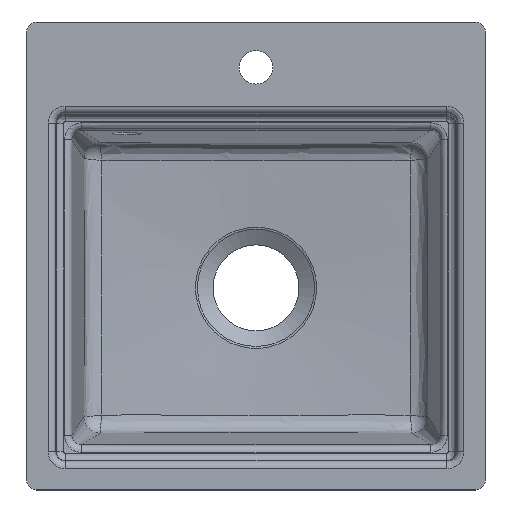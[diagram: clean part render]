
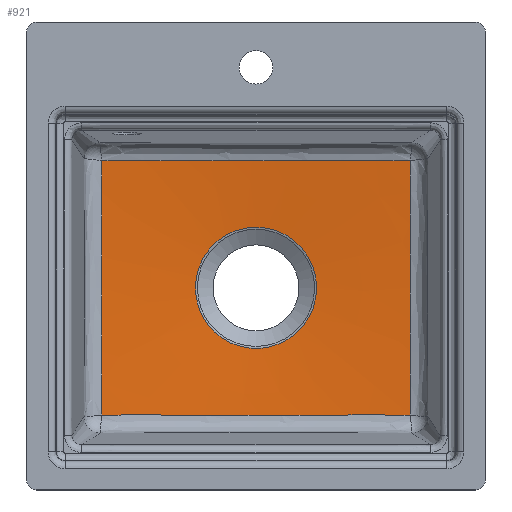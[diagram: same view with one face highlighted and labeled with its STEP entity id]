
A CAD part, top view. The second image highlights one B-rep face of the part: STEP entity #921.
In plain terms, the highlighted conical face has half-angle 86 degrees and reference radius 412.32 mm.
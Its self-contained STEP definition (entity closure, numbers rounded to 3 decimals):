
#59=CONICAL_SURFACE('',#4148,412.321,86.);
#762=B_SPLINE_CURVE_WITH_KNOTS('',3,(#14707,#14708,#14709,#14710,#14711,
#14712),.UNSPECIFIED.,.F.,.F.,(4,2,4),(0.,0.5,1.),.UNSPECIFIED.);
#763=B_SPLINE_CURVE_WITH_KNOTS('',3,(#14715,#14716,#14717,#14718,#14719,
#14720),.UNSPECIFIED.,.F.,.F.,(4,2,4),(0.,0.5,1.),.UNSPECIFIED.);
#764=B_SPLINE_CURVE_WITH_KNOTS('',3,(#14722,#14723,#14724,#14725,#14726,
#14727),.UNSPECIFIED.,.F.,.F.,(4,2,4),(0.,0.5,1.),.UNSPECIFIED.);
#765=B_SPLINE_CURVE_WITH_KNOTS('',3,(#14729,#14730,#14731,#14732,#14733,
#14734),.UNSPECIFIED.,.F.,.F.,(4,2,4),(0.,0.5,1.),.UNSPECIFIED.);
#921=ADVANCED_FACE('',(#1310,#1311),#59,.F.);
#1181=CIRCLE('',#4147,63.472);
#1310=FACE_BOUND('',#1434,.T.);
#1311=FACE_BOUND('',#1435,.T.);
#1434=EDGE_LOOP('',(#2178));
#1435=EDGE_LOOP('',(#2179,#2180,#2181,#2182));
#2178=ORIENTED_EDGE('',*,*,#3616,.T.);
#2179=ORIENTED_EDGE('',*,*,#3617,.T.);
#2180=ORIENTED_EDGE('',*,*,#3618,.T.);
#2181=ORIENTED_EDGE('',*,*,#3619,.T.);
#2182=ORIENTED_EDGE('',*,*,#3620,.T.);
#3178=VERTEX_POINT('',#14706);
#3179=VERTEX_POINT('',#14713);
#3180=VERTEX_POINT('',#14714);
#3181=VERTEX_POINT('',#14721);
#3182=VERTEX_POINT('',#14728);
#3616=EDGE_CURVE('',#3178,#3178,#1181,.T.);
#3617=EDGE_CURVE('',#3179,#3180,#762,.T.);
#3618=EDGE_CURVE('',#3180,#3181,#763,.T.);
#3619=EDGE_CURVE('',#3181,#3182,#764,.T.);
#3620=EDGE_CURVE('',#3182,#3179,#765,.T.);
#4147=AXIS2_PLACEMENT_3D('',#14705,#4648,#4649);
#4148=AXIS2_PLACEMENT_3D('',#14735,#4650,#4651);
#4648=DIRECTION('',(0.,0.,-1.));
#4649=DIRECTION('',(-1.,0.,0.));
#4650=DIRECTION('',(0.,0.,1.));
#4651=DIRECTION('',(1.,0.,0.));
#14705=CARTESIAN_POINT('',(0.,0.,20.081));
#14706=CARTESIAN_POINT('',(-63.472,0.,20.081));
#14707=CARTESIAN_POINT('',(161.396,133.208,30.276));
#14708=CARTESIAN_POINT('',(107.642,133.13,27.373));
#14709=CARTESIAN_POINT('',(53.877,133.25,24.961));
#14710=CARTESIAN_POINT('',(-53.766,133.25,24.958));
#14711=CARTESIAN_POINT('',(-107.615,133.13,27.372));
#14712=CARTESIAN_POINT('',(-161.396,133.208,30.276));
#14713=CARTESIAN_POINT('',(161.396,133.208,30.276));
#14714=CARTESIAN_POINT('',(-161.396,133.208,30.276));
#14715=CARTESIAN_POINT('',(-161.396,133.208,30.276));
#14716=CARTESIAN_POINT('',(-161.368,88.823,28.298));
#14717=CARTESIAN_POINT('',(-161.423,44.431,26.93));
#14718=CARTESIAN_POINT('',(-161.423,-44.382,26.929));
#14719=CARTESIAN_POINT('',(-161.368,-88.813,28.298));
#14720=CARTESIAN_POINT('',(-161.396,-133.208,30.276));
#14721=CARTESIAN_POINT('',(-161.396,-133.208,30.276));
#14722=CARTESIAN_POINT('',(-161.396,-133.208,30.276));
#14723=CARTESIAN_POINT('',(-107.642,-133.13,27.373));
#14724=CARTESIAN_POINT('',(-53.877,-133.25,24.961));
#14725=CARTESIAN_POINT('',(53.766,-133.25,24.958));
#14726=CARTESIAN_POINT('',(107.615,-133.13,27.372));
#14727=CARTESIAN_POINT('',(161.396,-133.208,30.276));
#14728=CARTESIAN_POINT('',(161.396,-133.208,30.276));
#14729=CARTESIAN_POINT('',(161.396,-133.208,30.276));
#14730=CARTESIAN_POINT('',(161.368,-88.823,28.298));
#14731=CARTESIAN_POINT('',(161.423,-44.431,26.93));
#14732=CARTESIAN_POINT('',(161.423,44.382,26.929));
#14733=CARTESIAN_POINT('',(161.368,88.813,28.298));
#14734=CARTESIAN_POINT('',(161.396,133.208,30.276));
#14735=CARTESIAN_POINT('',(0.,0.,44.474));
